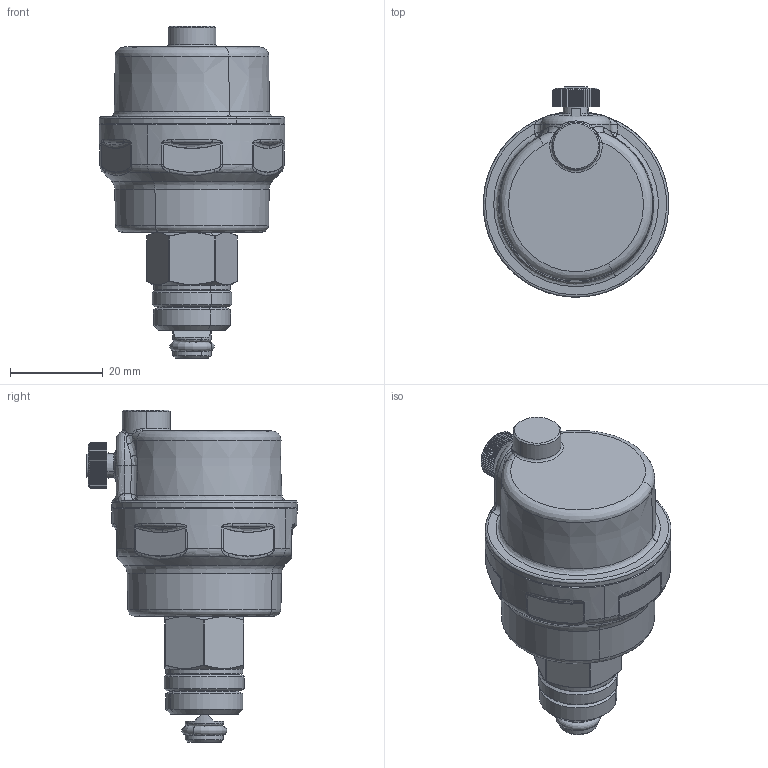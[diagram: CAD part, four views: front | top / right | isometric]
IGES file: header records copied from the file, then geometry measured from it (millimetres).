
Start section: START RECORD GO HERE.
Global section: file name: 502530 - TST.igs; native system: DASSAULT SYSTEMES CATIA Version 5-6 Release 2012 - www.3ds.com; preprocessor: V5-6R2012_5.22.6.0.02-14-2014.22.00; author: sizaninetti; organization: CALEFFI; date: 20160107.133631; units: millimetre
Bounding box: 39.99 x 45.29 x 71.5 mm (x, y, z)
Surface area: 8712.6 mm2 (no closed solid volume)
Topology: 0 solids, 0 shells, 532 faces, 2834 edges, 2832 vertices
Faces by surface type: revolution 262, plane 189, bspline 81
